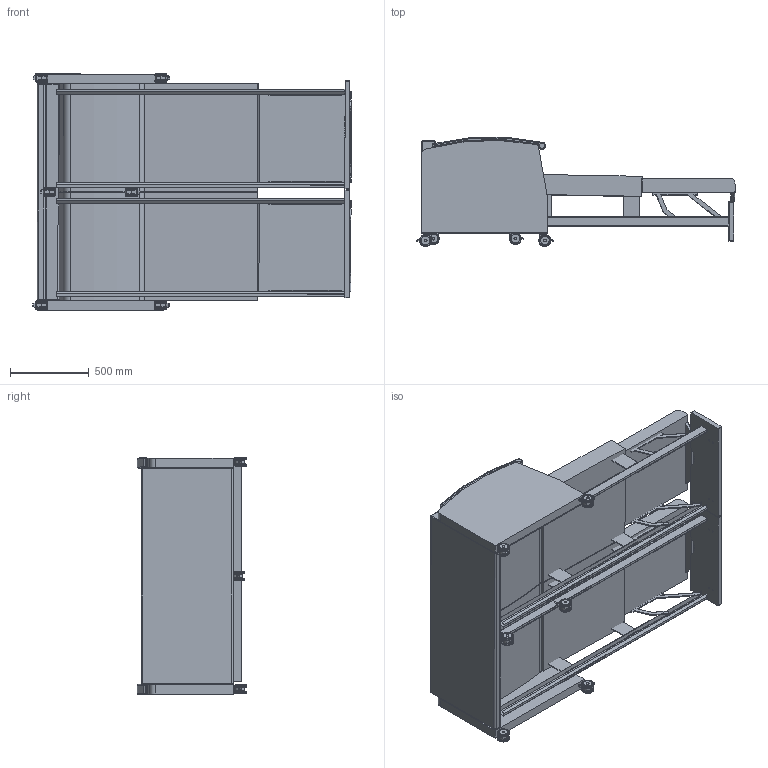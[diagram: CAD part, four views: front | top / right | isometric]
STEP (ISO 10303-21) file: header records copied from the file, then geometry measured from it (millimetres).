
FILE_DESCRIPTION(/* description */ (''),/* implementation_level */ '2;1');
FILE_NAME(/* name */ 'L1722U sleeper (SYMBOL).stp',/* time_stamp */ '2017-03-24T10:14:20-04:00',/* author */ ('emerkel'),/* organization */ (''),/* preprocessor_version */ 'ST-DEVELOPER v16.5',/* originating_system */ 'Autodesk Inventor 2017',/* authorisation */ '');
FILE_SCHEMA (('AUTOMOTIVE_DESIGN { 1 0 10303 214 3 1 1 }'));
Length unit declared in the file: inch
Products named in the file (18): L1722U-W sleeper (SYMBOL); E0800 ACARML; E0800 ACARMR; UOBACK 0722; UFBACK E0700; USEAT 0700; USEATX 0700; UPOUT 0700; USEATX BRKT; CHANNELS; CHNL BRKT 4X.25; FL1010-1 MAC BLK-A max; CAST COL 3"LC; CAST COL LOCK; CAST COL 3IN CENTER; CAST COL 3IN WHEEL; CAST COL 3IN INNER WHEEL; CSTR STEM 1.5C
Assembly tree (42 placements, depth 3):
  L1722U-W sleeper (SYMBOL)
    E0800 ACARML
    E0800 ACARMR
    UOBACK 0722
    UFBACK E0700  x2
    USEAT 0700  x2
    USEATX 0700  x2
    UPOUT 0700  x2
    USEATX BRKT  x4
    CHANNELS  x4
    CHNL BRKT 4X.25  x8
    CAST COL 3"LC  x6
      CAST COL 3IN WHEEL
      CAST COL LOCK
      CAST COL 3IN CENTER
      CAST COL 3IN INNER WHEEL
      CSTR STEM 1.5C
    FL1010-1 MAC BLK-A max  x2
Bounding box: 2018.85 x 692.55 x 1501.64 mm (x, y, z)
Volume: 444624678.9 mm3; surface area: 14548029.5 mm2
Topology: 71 solids, 71 shells, 1235 faces, 2683 edges, 1670 vertices
Faces by surface type: plane 472, cylinder 415, torus 228, sphere 64, bspline 38, cone 18
Full cylindrical faces by diameter (mm): 7.938 x17, 8.89 x6, 9.525 x6, 10.998 x6, 17.462 x6, 17.475 x6, 17.526 x12, 20.747 x6, 55.88 x12, 55.956 x12, 75.006 x12
Entity records: 11431 total; most frequent: CARTESIAN_POINT 4120, DIRECTION 1508, ORIENTED_EDGE 1290, EDGE_CURVE 645, AXIS2_PLACEMENT_3D 590, VERTEX_POINT 425, EDGE_LOOP 364, LINE 328
